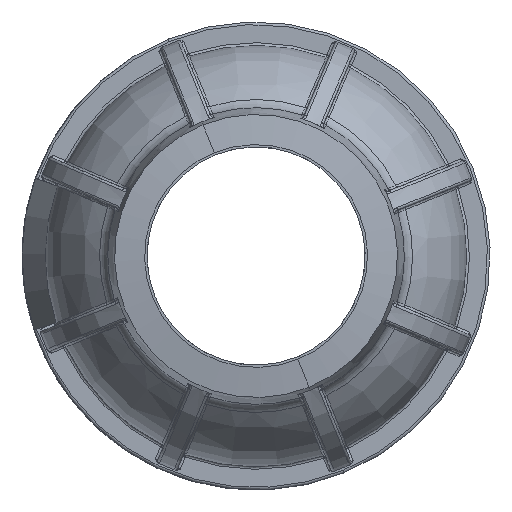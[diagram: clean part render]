
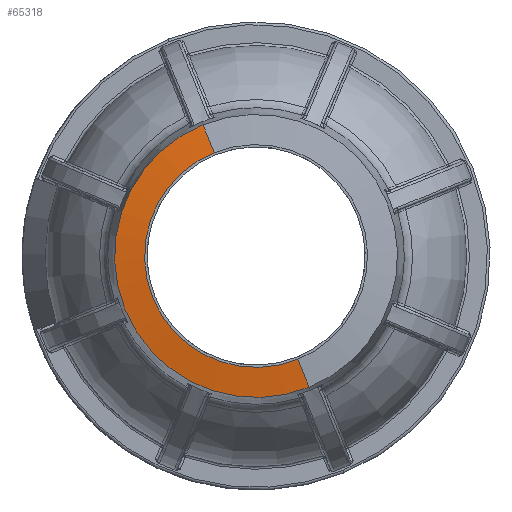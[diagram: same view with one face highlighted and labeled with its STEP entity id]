
A CAD part, left-side view. The second image highlights one B-rep face of the part: STEP entity #65318.
In plain terms, the highlighted conical face has half-angle 82 degrees and reference radius 10.474 mm.
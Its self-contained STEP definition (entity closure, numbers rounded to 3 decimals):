
#2032 = VECTOR ( 'NONE', #31755, 1000. ) ;
#8746 = FACE_OUTER_BOUND ( 'NONE', #52347, .T. ) ;
#16438 = CARTESIAN_POINT ( 'NONE',  ( -42.103, -4.985, -12.329 ) ) ;
#16439 = CARTESIAN_POINT ( 'NONE',  ( -42.103, 4.985, 12.329 ) ) ;
#17089 = CIRCLE ( 'NONE', #17090, 10.474 ) ;
#17090 = AXIS2_PLACEMENT_3D ( 'NONE', #19632, #19633, #19634 ) ;
#17296 = CARTESIAN_POINT ( 'NONE',  ( -42.5, 3.926, 9.71 ) ) ;
#17297 = CARTESIAN_POINT ( 'NONE',  ( -42.5, -3.926, -9.71 ) ) ;
#19632 = CARTESIAN_POINT ( 'NONE',  ( -42.5, 0., 0. ) ) ;
#19633 = DIRECTION ( 'NONE',  ( -1., 0., 0. ) ) ;
#19634 = DIRECTION ( 'NONE',  ( 0., -0.375, -0.927 ) ) ;
#20718 = LINE ( 'NONE', #29824, #27107 ) ;
#27107 = VECTOR ( 'NONE', #29825, 1000. ) ;
#29824 = CARTESIAN_POINT ( 'NONE',  ( -42.5, -3.926, -9.71 ) ) ;
#29825 = DIRECTION ( 'NONE',  ( 0.139, -0.371, -0.918 ) ) ;
#31609 = CIRCLE ( 'NONE', #31621, 13.299 ) ;
#31621 = AXIS2_PLACEMENT_3D ( 'NONE', #37606, #37607, #37608 ) ;
#31754 = CARTESIAN_POINT ( 'NONE',  ( -42.5, 3.926, 9.71 ) ) ;
#31755 = DIRECTION ( 'NONE',  ( 0.139, 0.371, 0.918 ) ) ;
#33099 = CARTESIAN_POINT ( 'NONE',  ( -42.5, 0., 0. ) ) ;
#33100 = DIRECTION ( 'NONE',  ( 1., 0., 0. ) ) ;
#33101 = DIRECTION ( 'NONE',  ( 0., -0.375, -0.927 ) ) ;
#33456 = EDGE_CURVE ( 'NONE', #42936, #42906, #64183, .T. ) ;
#34722 = ORIENTED_EDGE ( 'NONE', *, *, #44868, .F. ) ;
#34723 = ORIENTED_EDGE ( 'NONE', *, *, #53823, .F. ) ;
#34724 = ORIENTED_EDGE ( 'NONE', *, *, #33456, .T. ) ;
#34725 = ORIENTED_EDGE ( 'NONE', *, *, #52511, .F. ) ;
#35515 = AXIS2_PLACEMENT_3D ( 'NONE', #33099, #33100, #33101 ) ;
#35517 = CONICAL_SURFACE ( 'NONE', #35515, 10.474, 1.431 ) ;
#37606 = CARTESIAN_POINT ( 'NONE',  ( -42.103, 0., 0. ) ) ;
#37607 = DIRECTION ( 'NONE',  ( 1., 0., 0. ) ) ;
#37608 = DIRECTION ( 'NONE',  ( 0., 0.375, 0.927 ) ) ;
#42905 = VERTEX_POINT ( 'NONE', #16438 ) ;
#42906 = VERTEX_POINT ( 'NONE', #16439 ) ;
#42936 = VERTEX_POINT ( 'NONE', #17296 ) ;
#42937 = VERTEX_POINT ( 'NONE', #17297 ) ;
#44868 = EDGE_CURVE ( 'NONE', #42936, #42937, #17089, .T. ) ;
#52347 = EDGE_LOOP ( 'NONE', ( #34722, #34724, #34723, #34725 ) ) ;
#52511 = EDGE_CURVE ( 'NONE', #42937, #42905, #20718, .T. ) ;
#53823 = EDGE_CURVE ( 'NONE', #42905, #42906, #31609, .T. ) ;
#64183 = LINE ( 'NONE', #31754, #2032 ) ;
#65318 = ADVANCED_FACE ( 'NONE', ( #8746 ), #35517, .T. ) ;
